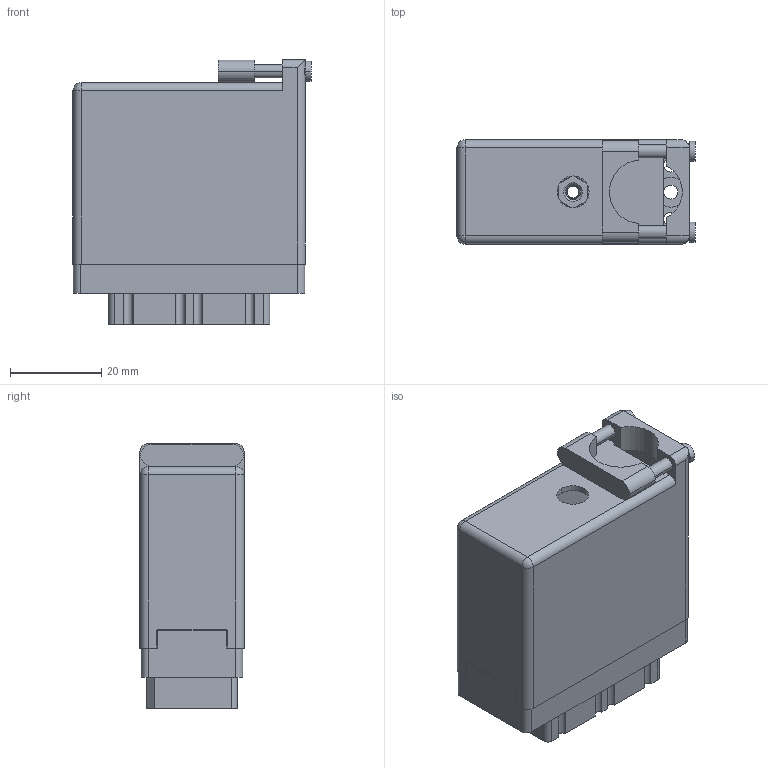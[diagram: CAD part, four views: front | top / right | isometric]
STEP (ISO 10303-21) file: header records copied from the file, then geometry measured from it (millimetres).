
FILE_DESCRIPTION (( 'STEP AP203' ), '1' );
FILE_NAME ('519-036-000-466.STEP', '2020-09-09T20:10:08', ( '' ), ( '' ), 'SwSTEP 2.0', 'SolidWorks 2020', '' );
FILE_SCHEMA (( 'CONFIG_CONTROL_DESIGN' ));
Length unit declared in the file: inch
Products named in the file (4): 519-036-000-466; 516-252-035-100_516-252-035-100; 516-230-001_Metal - 038 Top Entry; 519 Receptacle Insulator_036
Assembly tree (3 placements, depth 2):
  519-036-000-466
    519 Receptacle Insulator_036
    516-252-035-100_516-252-035-100
    516-230-001_Metal - 038 Top Entry
Bounding box: 52.27 x 22.83 x 58.09 mm (x, y, z)
Volume: 20286.6 mm3; surface area: 28527.5 mm2
Topology: 3 solids, 3 shells, 963 faces, 2797 edges, 1856 vertices
Faces by surface type: plane 655, cylinder 288, cone 12, bspline 6, sphere 2
Entity records: 34679 total; most frequent: CARTESIAN_POINT 8108, ORIENTED_EDGE 5590, DIRECTION 5373, EDGE_CURVE 2795, LINE 2031, VECTOR 2031, VERTEX_POINT 1856, AXIS2_PLACEMENT_3D 1671
